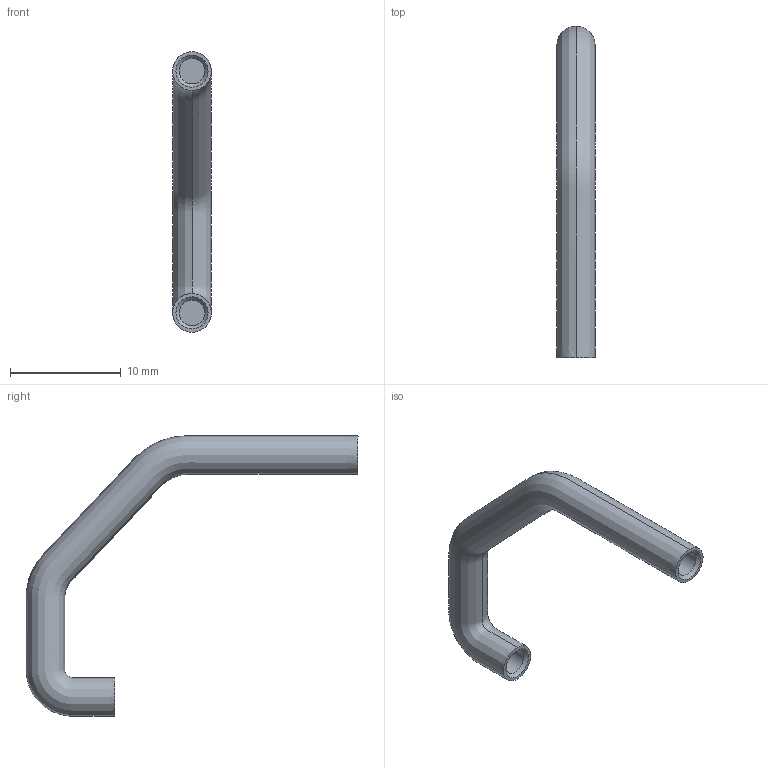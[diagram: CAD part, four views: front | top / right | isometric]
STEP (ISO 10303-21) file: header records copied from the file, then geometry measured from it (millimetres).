
FILE_DESCRIPTION(/* description */ (''),/* implementation_level */ '2;1');
FILE_NAME(/* name */ '12ca260c-dba3-4a63-98dc-a63463993e8c.stp',/* time_stamp */ '2019-09-01T13:49:30-06:00',/* author */ ('sridharPR5JY'),/* organization */ (''),/* preprocessor_version */ 'ST-DEVELOPER v18',/* originating_system */ 'Autodesk Translation Framework v8.2.0.1029',/* authorisation */ '');
FILE_SCHEMA (('AUTOMOTIVE_DESIGN { 1 0 10303 214 3 1 1 }'));
Length unit declared in the file: millimetre
Products named in the file (1): TRAILER_HITCH_HANDLE
Bounding box: 3.5 x 30 x 25.35 mm (x, y, z)
Volume: 445.1 mm3; surface area: 607 mm2
Topology: 1 solids, 1 shells, 10 faces, 22 edges, 16 vertices
Faces by surface type: plane 4, cylinder 2, cone 2, bspline 2
Full cylindrical faces by diameter (mm): 2.3 x2
Entity records: 2348 total; most frequent: CARTESIAN_POINT 2085, DIRECTION 46, ORIENTED_EDGE 44, EDGE_CURVE 22, AXIS2_PLACEMENT_3D 21, VERTEX_POINT 16, EDGE_LOOP 12, CIRCLE 12
